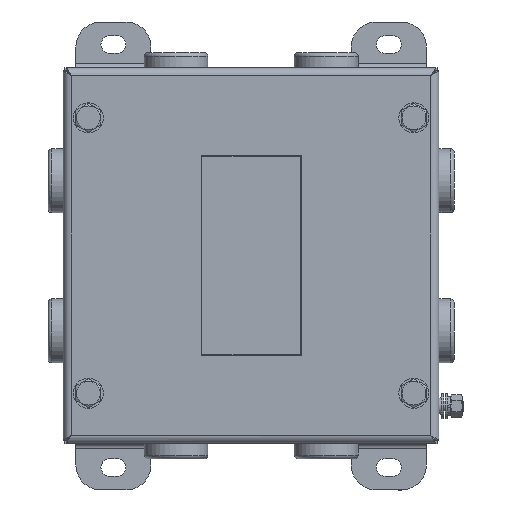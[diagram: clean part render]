
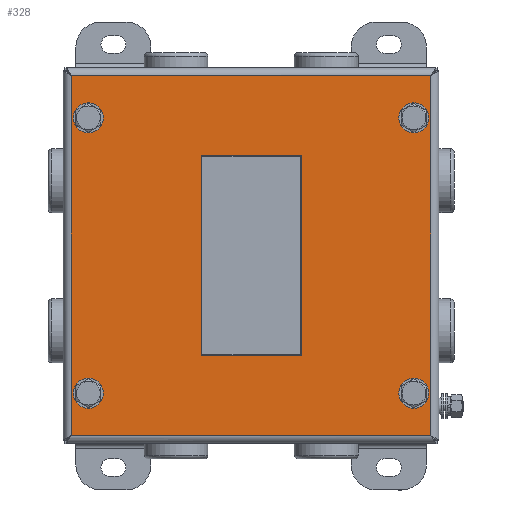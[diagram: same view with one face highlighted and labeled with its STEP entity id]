
A CAD part, top view. The second image highlights one B-rep face of the part: STEP entity #328.
In plain terms, the highlighted planar face has unit normal (0, 0, 1).
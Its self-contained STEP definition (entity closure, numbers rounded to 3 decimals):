
#328=ADVANCED_FACE('',(#5266,#5268,#5270,#5272,#5274,#5276),#5278,.T.);
#5266=FACE_BOUND('',#5267,.T.);
#5267=EDGE_LOOP('',(#12927,#12928,#12929,#12930));
#5268=FACE_BOUND('',#5269,.T.);
#5269=EDGE_LOOP('',(#12931));
#5270=FACE_BOUND('',#5271,.T.);
#5271=EDGE_LOOP('',(#12932));
#5272=FACE_BOUND('',#5273,.T.);
#5273=EDGE_LOOP('',(#12933));
#5274=FACE_BOUND('',#5275,.T.);
#5275=EDGE_LOOP('',(#12934));
#5276=FACE_BOUND('',#5277,.T.);
#5277=EDGE_LOOP('',(#12935,#12936,#12937,#12938));
#5278=PLANE('',#5279);
#5279=AXIS2_PLACEMENT_3D('',#5280,#5281,#5282);
#5280=CARTESIAN_POINT('',(0.,0.,104.2));
#5281=DIRECTION('',(0.,0.,1.));
#5282=DIRECTION('',(1.,0.,0.));
#12927=ORIENTED_EDGE('',*,*,#17685,.T.);
#12928=ORIENTED_EDGE('',*,*,#17686,.T.);
#12929=ORIENTED_EDGE('',*,*,#17687,.T.);
#12930=ORIENTED_EDGE('',*,*,#17688,.T.);
#12931=ORIENTED_EDGE('',*,*,#17668,.T.);
#12932=ORIENTED_EDGE('',*,*,#17666,.T.);
#12933=ORIENTED_EDGE('',*,*,#17664,.T.);
#12934=ORIENTED_EDGE('',*,*,#17662,.T.);
#12935=ORIENTED_EDGE('',*,*,#17689,.T.);
#12936=ORIENTED_EDGE('',*,*,#17690,.T.);
#12937=ORIENTED_EDGE('',*,*,#17691,.T.);
#12938=ORIENTED_EDGE('',*,*,#17692,.T.);
#17662=EDGE_CURVE('',#19751,#19751,#19752,.F.);
#17664=EDGE_CURVE('',#19755,#19755,#19756,.F.);
#17666=EDGE_CURVE('',#19759,#19759,#19760,.F.);
#17668=EDGE_CURVE('',#19763,#19763,#19764,.F.);
#17685=EDGE_CURVE('',#19797,#19798,#19799,.T.);
#17686=EDGE_CURVE('',#19798,#19800,#19801,.T.);
#17687=EDGE_CURVE('',#19800,#19802,#19803,.T.);
#17688=EDGE_CURVE('',#19802,#19797,#19804,.T.);
#17689=EDGE_CURVE('',#19805,#19806,#19807,.F.);
#17690=EDGE_CURVE('',#19806,#19808,#19809,.F.);
#17691=EDGE_CURVE('',#19808,#19810,#19811,.F.);
#17692=EDGE_CURVE('',#19810,#19805,#19812,.F.);
#19751=VERTEX_POINT('',#22210);
#19752=CIRCLE('',#22211,6.);
#19755=VERTEX_POINT('',#22220);
#19756=CIRCLE('',#22221,6.);
#19759=VERTEX_POINT('',#22230);
#19760=CIRCLE('',#22231,6.);
#19763=VERTEX_POINT('',#22240);
#19764=CIRCLE('',#22241,6.);
#19797=VERTEX_POINT('',#22325);
#19798=VERTEX_POINT('',#22326);
#19799=LINE('',#22327,#22328);
#19800=VERTEX_POINT('',#22330);
#19801=LINE('',#22331,#22332);
#19802=VERTEX_POINT('',#22334);
#19803=LINE('',#22335,#22336);
#19804=LINE('',#22338,#22339);
#19805=VERTEX_POINT('',#22341);
#19806=VERTEX_POINT('',#22342);
#19807=LINE('',#22343,#22344);
#19808=VERTEX_POINT('',#22346);
#19809=LINE('',#22347,#22348);
#19810=VERTEX_POINT('',#22350);
#19811=LINE('',#22351,#22352);
#19812=LINE('',#22354,#22355);
#22210=CARTESIAN_POINT('',(-59.,-55.,104.2));
#22211=AXIS2_PLACEMENT_3D('',#22212,#22213,#22214);
#22212=CARTESIAN_POINT('',(-65.,-55.,104.2));
#22213=DIRECTION('',(0.,0.,1.));
#22214=DIRECTION('',(1.,0.,0.));
#22220=CARTESIAN_POINT('',(71.,-55.,104.2));
#22221=AXIS2_PLACEMENT_3D('',#22222,#22223,#22224);
#22222=CARTESIAN_POINT('',(65.,-55.,104.2));
#22223=DIRECTION('',(0.,0.,1.));
#22224=DIRECTION('',(1.,0.,0.));
#22230=CARTESIAN_POINT('',(-59.,55.,104.2));
#22231=AXIS2_PLACEMENT_3D('',#22232,#22233,#22234);
#22232=CARTESIAN_POINT('',(-65.,55.,104.2));
#22233=DIRECTION('',(0.,0.,1.));
#22234=DIRECTION('',(1.,0.,0.));
#22240=CARTESIAN_POINT('',(71.,55.,104.2));
#22241=AXIS2_PLACEMENT_3D('',#22242,#22243,#22244);
#22242=CARTESIAN_POINT('',(65.,55.,104.2));
#22243=DIRECTION('',(0.,0.,1.));
#22244=DIRECTION('',(1.,0.,0.));
#22325=CARTESIAN_POINT('',(71.8,-71.8,104.2));
#22326=CARTESIAN_POINT('',(71.8,71.8,104.2));
#22327=CARTESIAN_POINT('',(71.8,-71.8,104.2));
#22328=VECTOR('',#22329,1.);
#22329=DIRECTION('',(0.,1.,0.));
#22330=CARTESIAN_POINT('',(-71.8,71.8,104.2));
#22331=CARTESIAN_POINT('',(71.8,71.8,104.2));
#22332=VECTOR('',#22333,1.);
#22333=DIRECTION('',(-1.,0.,0.));
#22334=CARTESIAN_POINT('',(-71.8,-71.8,104.2));
#22335=CARTESIAN_POINT('',(-71.8,71.8,104.2));
#22336=VECTOR('',#22337,1.);
#22337=DIRECTION('',(0.,-1.,0.));
#22338=CARTESIAN_POINT('',(-71.8,-71.8,104.2));
#22339=VECTOR('',#22340,1.);
#22340=DIRECTION('',(1.,0.,0.));
#22341=CARTESIAN_POINT('',(-20.,-40.,104.2));
#22342=CARTESIAN_POINT('',(-20.,40.,104.2));
#22343=CARTESIAN_POINT('',(-20.,40.,104.2));
#22344=VECTOR('',#22345,1.);
#22345=DIRECTION('',(0.,-1.,0.));
#22346=CARTESIAN_POINT('',(20.,40.,104.2));
#22347=CARTESIAN_POINT('',(20.,40.,104.2));
#22348=VECTOR('',#22349,1.);
#22349=DIRECTION('',(-1.,0.,0.));
#22350=CARTESIAN_POINT('',(20.,-40.,104.2));
#22351=CARTESIAN_POINT('',(20.,-40.,104.2));
#22352=VECTOR('',#22353,1.);
#22353=DIRECTION('',(0.,1.,0.));
#22354=CARTESIAN_POINT('',(-20.,-40.,104.2));
#22355=VECTOR('',#22356,1.);
#22356=DIRECTION('',(1.,0.,0.));
